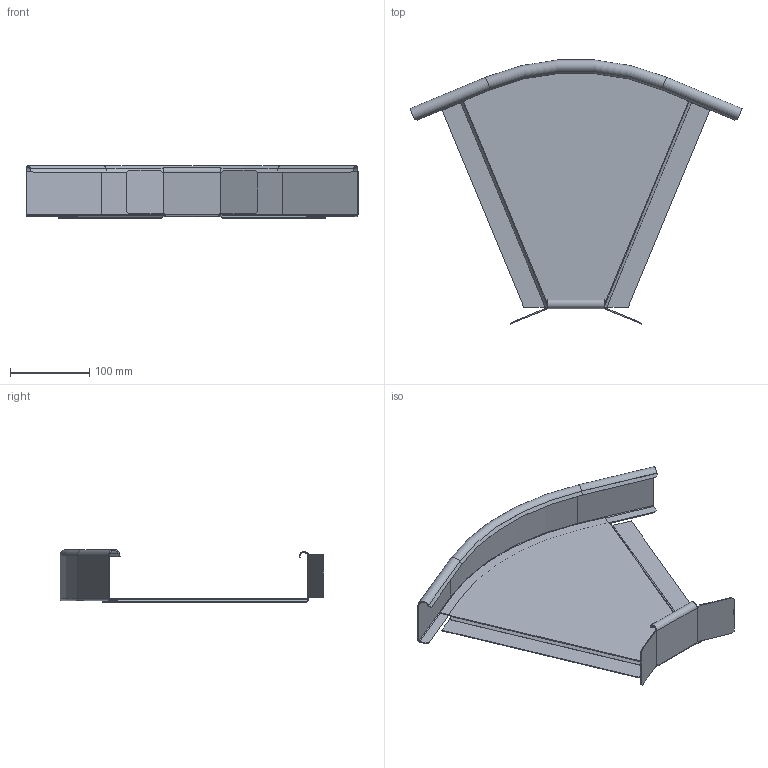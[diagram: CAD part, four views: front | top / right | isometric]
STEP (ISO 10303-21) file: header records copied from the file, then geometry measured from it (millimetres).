
FILE_DESCRIPTION((''),'2;1');
FILE_NAME('6043798_ORG_ASM','2012-06-21T',('AndreasKeweloh'),(''),'PRO/ENGINEER BY PARAMETRIC TECHNOLOGY CORPORATION, 2012060','PRO/ENGINEER BY PARAMETRIC TECHNOLOGY CORPORATION, 2012060','');
FILE_SCHEMA(('CONFIG_CONTROL_DESIGN'));
Length unit declared in the file: millimetre
Products named in the file (5): KTS_06_120-011_BODENBLECH_ZU_B_; KTS_06_155-021_AUSSENHOLM_H_35_; KTS_07_047-001_WINKELVERBINDER_; ASM0001_ASM; 6043798_ORG_ASM
Assembly tree (4 placements, depth 3):
  6043798_ORG_ASM
    ASM0001_ASM
      KTS_06_120-011_BODENBLECH_ZU_B_
      KTS_06_155-021_AUSSENHOLM_H_35_
      KTS_07_047-001_WINKELVERBINDER_
Bounding box: 418.78 x 332.95 x 66.75 mm (x, y, z)
Volume: 138725 mm3; surface area: 254450.1 mm2
Topology: 3 solids, 3 shells, 138 faces, 334 edges, 202 vertices
Faces by surface type: plane 89, cylinder 34, bspline 8, torus 4, cone 3
Entity records: 4300 total; most frequent: CARTESIAN_POINT 941, DIRECTION 686, ORIENTED_EDGE 668, EDGE_CURVE 334, VECTOR 250, LINE 250, AXIS2_PLACEMENT_3D 218, VERTEX_POINT 202
